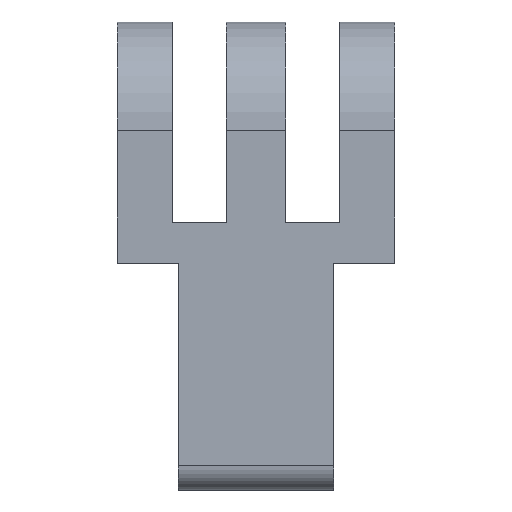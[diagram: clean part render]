
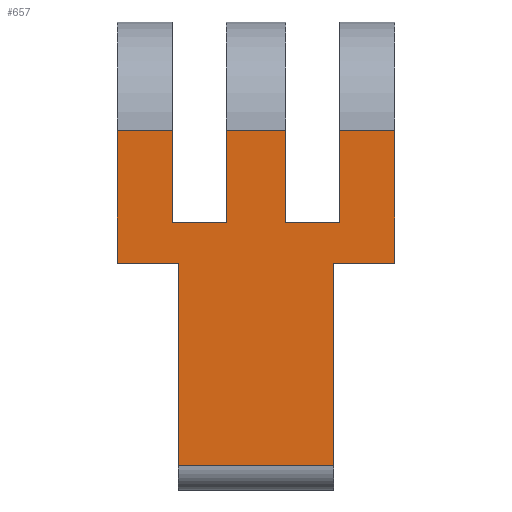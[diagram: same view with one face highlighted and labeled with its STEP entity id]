
A CAD part, front view. The second image highlights one B-rep face of the part: STEP entity #657.
In plain terms, the highlighted planar face has unit normal (0, -1, 0).
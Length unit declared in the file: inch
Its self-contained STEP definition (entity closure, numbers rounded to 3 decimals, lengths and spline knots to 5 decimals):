
#24 = CARTESIAN_POINT ( 'NONE',  ( 0., -0.226, -0.225 ) ) ;
#39 = CARTESIAN_POINT ( 'NONE',  ( 0.0615, -0.226, -0.225 ) ) ;
#57 = LINE ( 'NONE', #2109, #771 ) ;
#60 = DIRECTION ( 'NONE',  ( -1., 0., 0. ) ) ;
#74 = VECTOR ( 'NONE', #1191, 39.37008 ) ;
#75 = DIRECTION ( 'NONE',  ( 0., 0., 1. ) ) ;
#78 = CARTESIAN_POINT ( 'NONE',  ( 0.174, -0.226, -0.416 ) ) ;
#91 = LINE ( 'NONE', #2073, #1089 ) ;
#108 = ORIENTED_EDGE ( 'NONE', *, *, #1578, .T. ) ;
#170 = ORIENTED_EDGE ( 'NONE', *, *, #1101, .T. ) ;
#186 = CARTESIAN_POINT ( 'NONE',  ( 0.16145, -0.226, -0.5 ) ) ;
#206 = VERTEX_POINT ( 'NONE', #2697 ) ;
#215 = LINE ( 'NONE', #2530, #428 ) ;
#270 = CARTESIAN_POINT ( 'NONE',  ( 0., -0.226, -0.92 ) ) ;
#283 = ORIENTED_EDGE ( 'NONE', *, *, #590, .T. ) ;
#356 = EDGE_CURVE ( 'NONE', #1538, #1055, #970, .T. ) ;
#363 = CARTESIAN_POINT ( 'NONE',  ( 0.288, -0.226, -0.225 ) ) ;
#383 = DIRECTION ( 'NONE',  ( 0., 0., 1. ) ) ;
#405 = EDGE_CURVE ( 'NONE', #1262, #3161, #2266, .T. ) ;
#428 = VECTOR ( 'NONE', #1777, 39.37008 ) ;
#430 = CARTESIAN_POINT ( 'NONE',  ( 0.288, -0.226, -0.5 ) ) ;
#497 = ORIENTED_EDGE ( 'NONE', *, *, #356, .F. ) ;
#521 = DIRECTION ( 'NONE',  ( 0., 0., -1. ) ) ;
#526 = DIRECTION ( 'NONE',  ( 0., 1., 0. ) ) ;
#534 = CARTESIAN_POINT ( 'NONE',  ( 0., -0.226, -0.225 ) ) ;
#575 = LINE ( 'NONE', #270, #2823 ) ;
#590 = EDGE_CURVE ( 'NONE', #1528, #1656, #575, .T. ) ;
#628 = EDGE_LOOP ( 'NONE', ( #2422, #922, #170, #2860, #735, #108, #2605, #1534, #1071, #1235, #2753, #631, #2954, #283, #2318, #497 ) ) ;
#631 = ORIENTED_EDGE ( 'NONE', *, *, #405, .F. ) ;
#657 = ADVANCED_FACE ( 'NONE', ( #1333 ), #1085, .F. ) ;
#735 = ORIENTED_EDGE ( 'NONE', *, *, #3294, .T. ) ;
#767 = LINE ( 'NONE', #2802, #2400 ) ;
#771 = VECTOR ( 'NONE', #383, 39.37008 ) ;
#820 = VECTOR ( 'NONE', #2993, 39.37008 ) ;
#833 = LINE ( 'NONE', #24, #1124 ) ;
#854 = VECTOR ( 'NONE', #2307, 39.37008 ) ;
#922 = ORIENTED_EDGE ( 'NONE', *, *, #1586, .T. ) ;
#930 = EDGE_CURVE ( 'NONE', #3161, #1220, #3162, .T. ) ;
#970 = LINE ( 'NONE', #186, #2395 ) ;
#974 = CARTESIAN_POINT ( 'NONE',  ( 0.0615, -0.226, -0.416 ) ) ;
#978 = VERTEX_POINT ( 'NONE', #363 ) ;
#1031 = EDGE_CURVE ( 'NONE', #2138, #206, #2212, .T. ) ;
#1055 = VERTEX_POINT ( 'NONE', #1514 ) ;
#1056 = LINE ( 'NONE', #3126, #1986 ) ;
#1060 = CARTESIAN_POINT ( 'NONE',  ( -0.0615, -0.226, -0.416 ) ) ;
#1063 = CARTESIAN_POINT ( 'NONE',  ( 0.288, -0.226, -0.5 ) ) ;
#1064 = VERTEX_POINT ( 'NONE', #3300 ) ;
#1071 = ORIENTED_EDGE ( 'NONE', *, *, #3117, .T. ) ;
#1077 = LINE ( 'NONE', #534, #854 ) ;
#1078 = CARTESIAN_POINT ( 'NONE',  ( -0.16145, -0.226, -0.5 ) ) ;
#1085 = PLANE ( 'NONE',  #1604 ) ;
#1089 = VECTOR ( 'NONE', #1375, 39.37008 ) ;
#1101 = EDGE_CURVE ( 'NONE', #1064, #1966, #215, .T. ) ;
#1111 = CARTESIAN_POINT ( 'NONE',  ( -0.288, -0.226, -0.5 ) ) ;
#1124 = VECTOR ( 'NONE', #2078, 39.37008 ) ;
#1150 = CARTESIAN_POINT ( 'NONE',  ( -0.288, -0.226, -0.5 ) ) ;
#1191 = DIRECTION ( 'NONE',  ( 0., 0., 1. ) ) ;
#1220 = VERTEX_POINT ( 'NONE', #3081 ) ;
#1235 = ORIENTED_EDGE ( 'NONE', *, *, #1680, .T. ) ;
#1237 = DIRECTION ( 'NONE',  ( -1., 0., 0. ) ) ;
#1262 = VERTEX_POINT ( 'NONE', #1078 ) ;
#1280 = CARTESIAN_POINT ( 'NONE',  ( 0.16145, -0.226, -0.92 ) ) ;
#1287 = DIRECTION ( 'NONE',  ( 0., 0., 1. ) ) ;
#1333 = FACE_OUTER_BOUND ( 'NONE', #628, .T. ) ;
#1375 = DIRECTION ( 'NONE',  ( 0., 0., 1. ) ) ;
#1385 = VECTOR ( 'NONE', #75, 39.37008 ) ;
#1505 = EDGE_CURVE ( 'NONE', #2024, #2138, #767, .T. ) ;
#1514 = CARTESIAN_POINT ( 'NONE',  ( 0.16145, -0.226, -0.5 ) ) ;
#1528 = VERTEX_POINT ( 'NONE', #1565 ) ;
#1534 = ORIENTED_EDGE ( 'NONE', *, *, #1031, .T. ) ;
#1538 = VERTEX_POINT ( 'NONE', #1063 ) ;
#1565 = CARTESIAN_POINT ( 'NONE',  ( -0.16145, -0.226, -0.92 ) ) ;
#1578 = EDGE_CURVE ( 'NONE', #1658, #2024, #2817, .T. ) ;
#1586 = EDGE_CURVE ( 'NONE', #978, #1064, #833, .T. ) ;
#1599 = VECTOR ( 'NONE', #2536, 39.37008 ) ;
#1604 = AXIS2_PLACEMENT_3D ( 'NONE', #1605, #526, #1287 ) ;
#1605 = CARTESIAN_POINT ( 'NONE',  ( 0., -0.226, 0. ) ) ;
#1630 = CARTESIAN_POINT ( 'NONE',  ( -0.174, -0.226, -0.225 ) ) ;
#1656 = VERTEX_POINT ( 'NONE', #1280 ) ;
#1658 = VERTEX_POINT ( 'NONE', #39 ) ;
#1680 = EDGE_CURVE ( 'NONE', #1902, #1220, #1077, .T. ) ;
#1729 = DIRECTION ( 'NONE',  ( -1., 0., 0. ) ) ;
#1777 = DIRECTION ( 'NONE',  ( 0., 0., -1. ) ) ;
#1888 = DIRECTION ( 'NONE',  ( -1., 0., 0. ) ) ;
#1902 = VERTEX_POINT ( 'NONE', #1630 ) ;
#1966 = VERTEX_POINT ( 'NONE', #78 ) ;
#1986 = VECTOR ( 'NONE', #1888, 39.37008 ) ;
#2024 = VERTEX_POINT ( 'NONE', #2977 ) ;
#2034 = VERTEX_POINT ( 'NONE', #974 ) ;
#2073 = CARTESIAN_POINT ( 'NONE',  ( -0.174, -0.226, -0.416 ) ) ;
#2078 = DIRECTION ( 'NONE',  ( -1., 0., 0. ) ) ;
#2098 = VECTOR ( 'NONE', #2896, 39.37008 ) ;
#2109 = CARTESIAN_POINT ( 'NONE',  ( -0.16145, -0.226, -0.5 ) ) ;
#2138 = VERTEX_POINT ( 'NONE', #1060 ) ;
#2172 = EDGE_CURVE ( 'NONE', #1528, #1262, #57, .T. ) ;
#2185 = CARTESIAN_POINT ( 'NONE',  ( 0.16145, -0.226, -0.5 ) ) ;
#2212 = LINE ( 'NONE', #2511, #2232 ) ;
#2232 = VECTOR ( 'NONE', #1729, 39.37008 ) ;
#2266 = LINE ( 'NONE', #3235, #1599 ) ;
#2307 = DIRECTION ( 'NONE',  ( -1., 0., 0. ) ) ;
#2318 = ORIENTED_EDGE ( 'NONE', *, *, #3214, .F. ) ;
#2352 = EDGE_CURVE ( 'NONE', #978, #1538, #2930, .T. ) ;
#2395 = VECTOR ( 'NONE', #1237, 39.37008 ) ;
#2400 = VECTOR ( 'NONE', #521, 39.37008 ) ;
#2422 = ORIENTED_EDGE ( 'NONE', *, *, #2352, .F. ) ;
#2511 = CARTESIAN_POINT ( 'NONE',  ( -0.174, -0.226, -0.416 ) ) ;
#2530 = CARTESIAN_POINT ( 'NONE',  ( 0.174, -0.226, -0.416 ) ) ;
#2536 = DIRECTION ( 'NONE',  ( -1., 0., 0. ) ) ;
#2555 = VECTOR ( 'NONE', #60, 39.37008 ) ;
#2605 = ORIENTED_EDGE ( 'NONE', *, *, #1505, .T. ) ;
#2697 = CARTESIAN_POINT ( 'NONE',  ( -0.174, -0.226, -0.416 ) ) ;
#2753 = ORIENTED_EDGE ( 'NONE', *, *, #930, .F. ) ;
#2771 = EDGE_CURVE ( 'NONE', #1966, #2034, #1056, .T. ) ;
#2802 = CARTESIAN_POINT ( 'NONE',  ( -0.0615, -0.226, -0.416 ) ) ;
#2817 = LINE ( 'NONE', #3302, #2555 ) ;
#2823 = VECTOR ( 'NONE', #3121, 39.37008 ) ;
#2860 = ORIENTED_EDGE ( 'NONE', *, *, #2771, .T. ) ;
#2896 = DIRECTION ( 'NONE',  ( 0., 0., -1. ) ) ;
#2930 = LINE ( 'NONE', #430, #820 ) ;
#2954 = ORIENTED_EDGE ( 'NONE', *, *, #2172, .F. ) ;
#2959 = LINE ( 'NONE', #2185, #2098 ) ;
#2975 = LINE ( 'NONE', #3222, #74 ) ;
#2977 = CARTESIAN_POINT ( 'NONE',  ( -0.0615, -0.226, -0.225 ) ) ;
#2993 = DIRECTION ( 'NONE',  ( 0., 0., -1. ) ) ;
#3081 = CARTESIAN_POINT ( 'NONE',  ( -0.288, -0.226, -0.225 ) ) ;
#3117 = EDGE_CURVE ( 'NONE', #206, #1902, #91, .T. ) ;
#3121 = DIRECTION ( 'NONE',  ( 1., 0., 0. ) ) ;
#3126 = CARTESIAN_POINT ( 'NONE',  ( 0.174, -0.226, -0.416 ) ) ;
#3161 = VERTEX_POINT ( 'NONE', #1150 ) ;
#3162 = LINE ( 'NONE', #1111, #1385 ) ;
#3214 = EDGE_CURVE ( 'NONE', #1055, #1656, #2959, .T. ) ;
#3222 = CARTESIAN_POINT ( 'NONE',  ( 0.0615, -0.226, -0.416 ) ) ;
#3235 = CARTESIAN_POINT ( 'NONE',  ( -0.288, -0.226, -0.5 ) ) ;
#3294 = EDGE_CURVE ( 'NONE', #2034, #1658, #2975, .T. ) ;
#3300 = CARTESIAN_POINT ( 'NONE',  ( 0.174, -0.226, -0.225 ) ) ;
#3302 = CARTESIAN_POINT ( 'NONE',  ( 0., -0.226, -0.225 ) ) ;
